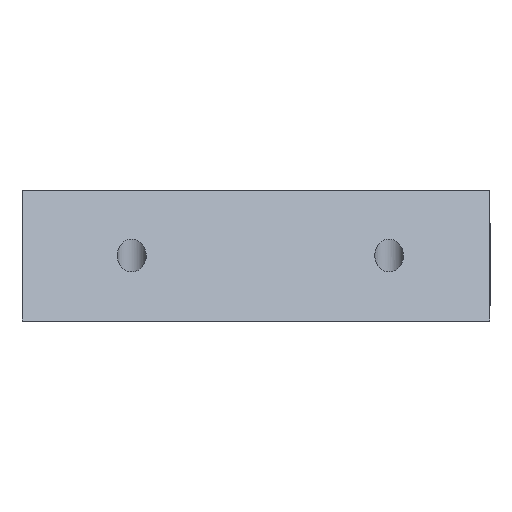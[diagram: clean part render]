
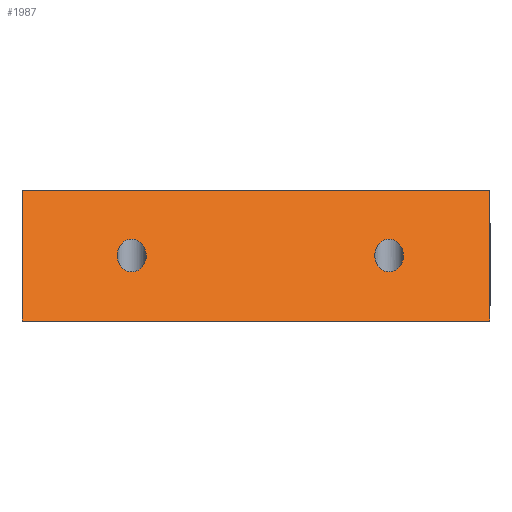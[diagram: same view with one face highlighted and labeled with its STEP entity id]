
A CAD part, top view. The second image highlights one B-rep face of the part: STEP entity #1987.
In plain terms, the highlighted planar face has unit normal (0, 0.659, 0.752).
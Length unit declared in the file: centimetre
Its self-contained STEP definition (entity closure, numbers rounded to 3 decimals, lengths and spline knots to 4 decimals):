
#60=FACE_BOUND('',#232,.T.);
#61=FACE_BOUND('',#233,.T.);
#74=ELLIPSE('',#2117,1.3287,0.876);
#75=ELLIPSE('',#2118,1.3287,0.876);
#119=FACE_OUTER_BOUND('',#231,.T.);
#231=EDGE_LOOP('',(#1499,#1500,#1501,#1502,#1503,#1504));
#232=EDGE_LOOP('',(#1505));
#233=EDGE_LOOP('',(#1506));
#337=LINE('',#2809,#591);
#366=LINE('',#2868,#620);
#380=LINE('',#2893,#634);
#414=LINE('',#2961,#668);
#415=LINE('',#2964,#669);
#417=LINE('',#2967,#671);
#591=VECTOR('',#2273,1.);
#620=VECTOR('',#2308,1.);
#634=VECTOR('',#2332,1.);
#668=VECTOR('',#2400,1.);
#669=VECTOR('',#2403,1.);
#671=VECTOR('',#2407,1.);
#843=VERTEX_POINT('',#2806);
#844=VERTEX_POINT('',#2808);
#870=VERTEX_POINT('',#2865);
#871=VERTEX_POINT('',#2867);
#877=VERTEX_POINT('',#2891);
#895=VERTEX_POINT('',#2963);
#896=VERTEX_POINT('',#2969);
#897=VERTEX_POINT('',#2971);
#1039=EDGE_CURVE('',#843,#844,#337,.T.);
#1068=EDGE_CURVE('',#871,#870,#366,.T.);
#1082=EDGE_CURVE('',#877,#870,#380,.T.);
#1116=EDGE_CURVE('',#877,#844,#414,.T.);
#1117=EDGE_CURVE('',#895,#871,#415,.T.);
#1119=EDGE_CURVE('',#843,#895,#417,.T.);
#1120=EDGE_CURVE('',#896,#896,#74,.T.);
#1121=EDGE_CURVE('',#897,#897,#75,.T.);
#1499=ORIENTED_EDGE('',*,*,#1119,.T.);
#1500=ORIENTED_EDGE('',*,*,#1117,.T.);
#1501=ORIENTED_EDGE('',*,*,#1068,.T.);
#1502=ORIENTED_EDGE('',*,*,#1082,.F.);
#1503=ORIENTED_EDGE('',*,*,#1116,.T.);
#1504=ORIENTED_EDGE('',*,*,#1039,.F.);
#1505=ORIENTED_EDGE('',*,*,#1120,.T.);
#1506=ORIENTED_EDGE('',*,*,#1121,.T.);
#1890=PLANE('',#2116);
#1987=ADVANCED_FACE('',(#119,#60,#61),#1890,.T.);
#2116=AXIS2_PLACEMENT_3D('',#2968,#2408,#2409);
#2117=AXIS2_PLACEMENT_3D('',#2970,#2410,#2411);
#2118=AXIS2_PLACEMENT_3D('',#2972,#2412,#2413);
#2273=DIRECTION('',(1.,0.,0.));
#2308=DIRECTION('',(0.,-0.752,0.659));
#2332=DIRECTION('',(-1.,0.,0.));
#2400=DIRECTION('',(0.,0.752,-0.659));
#2403=DIRECTION('',(-1.,0.,0.));
#2407=DIRECTION('',(0.,-0.752,0.659));
#2408=DIRECTION('center_axis',(0.,0.659,0.752));
#2409=DIRECTION('ref_axis',(0.,-0.752,0.659));
#2410=DIRECTION('center_axis',(0.,-0.659,-0.752));
#2411=DIRECTION('ref_axis',(0.,0.752,-0.659));
#2412=DIRECTION('center_axis',(0.,-0.659,-0.752));
#2413=DIRECTION('ref_axis',(0.,0.752,-0.659));
#2806=CARTESIAN_POINT('',(-21.0648,7.9842,4.2735));
#2808=CARTESIAN_POINT('',(7.4272,7.9842,4.2735));
#2809=CARTESIAN_POINT('',(-25.0648,7.9842,4.2735));
#2865=CARTESIAN_POINT('',(-21.0728,0.,11.2735));
#2867=CARTESIAN_POINT('',(-21.0728,7.,5.1365));
#2868=CARTESIAN_POINT('',(-21.0728,5.9882,6.0235));
#2891=CARTESIAN_POINT('',(7.4272,0.,11.2735));
#2893=CARTESIAN_POINT('',(-25.0648,0.,11.2735));
#2961=CARTESIAN_POINT('',(7.4272,5.9882,6.0235));
#2963=CARTESIAN_POINT('',(-21.0648,7.,5.1365));
#2964=CARTESIAN_POINT('',(-25.0648,7.,5.1365));
#2967=CARTESIAN_POINT('',(-21.0648,8.343,3.9589));
#2968=CARTESIAN_POINT('Origin',(-25.0648,7.9842,4.2735));
#2969=CARTESIAN_POINT('',(0.4132,3.9934,7.7724));
#2970=CARTESIAN_POINT('Origin',(1.2891,3.9934,7.7724));
#2971=CARTESIAN_POINT('',(-15.2719,3.9921,7.7735));
#2972=CARTESIAN_POINT('Origin',(-14.3959,3.9921,7.7735));
